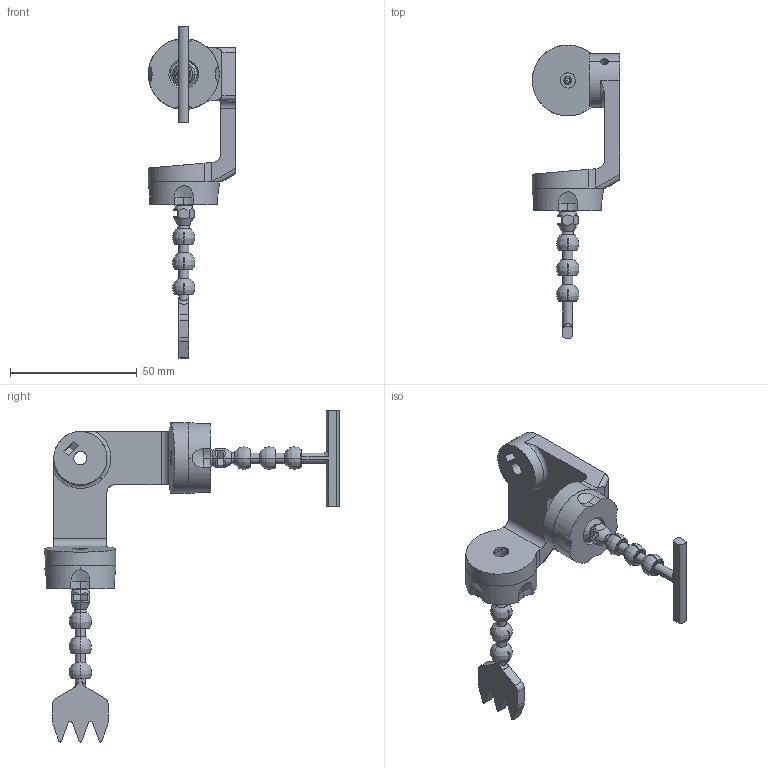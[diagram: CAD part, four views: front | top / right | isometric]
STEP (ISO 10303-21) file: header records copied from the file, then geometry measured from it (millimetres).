
FILE_DESCRIPTION(/* description */ (''),/* implementation_level */ '2;1');
FILE_NAME(/* name */ 'rake_v3',/* time_stamp */ '2025-10-11T22:19:03+09:00',/* author */ (''),/* organization */ (''),/* preprocessor_version */ 'ST-DEVELOPER v16.5',/* originating_system */ 'Rhino 7.38',/* authorisation */ '');
FILE_SCHEMA (('AUTOMOTIVE_DESIGN'));
Length unit declared in the file: millimetre
Products named in the file (1): Document
Bounding box: 34.5 x 116.2 x 131.2 mm (x, y, z)
Volume: 33814.4 mm3; surface area: 23158.4 mm2
Topology: 13 solids, 13 shells, 458 faces, 1236 edges, 793 vertices
Faces by surface type: cylinder 173, bspline 154, plane 131
Entity records: 27272 total; most frequent: CARTESIAN_POINT 19642, ORIENTED_EDGE 2464, EDGE_CURVE 1232, VERTEX_POINT 793, B_SPLINE_CURVE_WITH_KNOTS 643, EDGE_LOOP 485, ADVANCED_FACE 458, FACE_OUTER_BOUND 458
